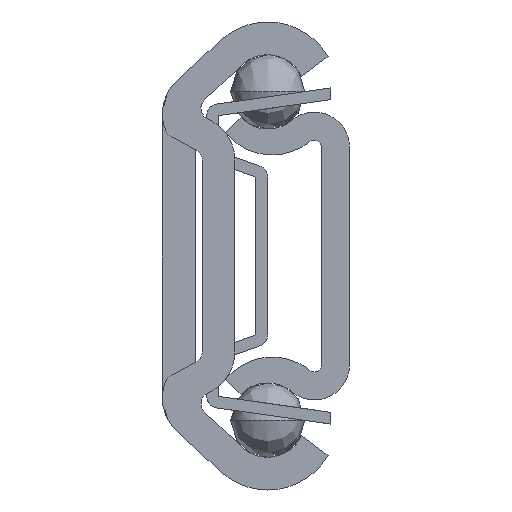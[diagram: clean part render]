
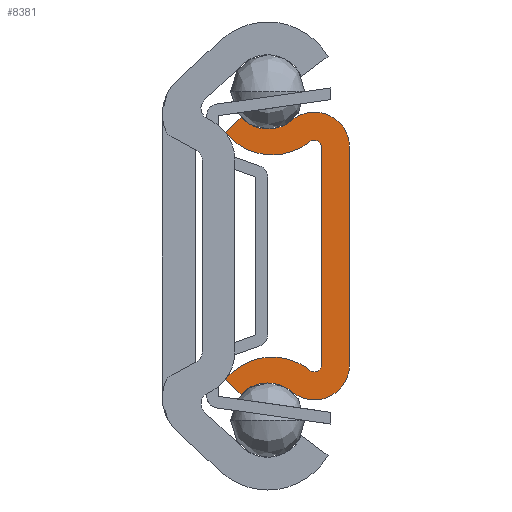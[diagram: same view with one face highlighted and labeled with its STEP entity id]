
A CAD part, left-side view. The second image highlights one B-rep face of the part: STEP entity #8381.
In plain terms, the highlighted free-form (B-spline) face has degree [1, 1] with [2, 2] control points.
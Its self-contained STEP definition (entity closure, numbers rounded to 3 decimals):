
#8218=CARTESIAN_POINT('',(-25.0,-8.265,-6.764));
#8219=CARTESIAN_POINT('',(-25.0,-2.435,-6.764));
#8220=CARTESIAN_POINT('',(-25.0,-8.265,6.764));
#8221=CARTESIAN_POINT('',(-25.0,-2.435,6.764));
#8222=B_SPLINE_SURFACE_WITH_KNOTS('',1,1,((#8218,#8220),(#8219,#8221)),.UNSPECIFIED.,.F.,.F.,.U.,(2,2),(2,2),(0.0,5.829),(0.0,13.528),.UNSPECIFIED.);
#8223=CARTESIAN_POINT('',(-25.0,-5.521,5.797));
#8224=VERTEX_POINT('',#8223);
#8225=CARTESIAN_POINT('',(-25.0,-3.361,5.907));
#8226=VERTEX_POINT('',#8225);
#8227=CARTESIAN_POINT('',(-25.0,-5.521,5.797));
#8228=CARTESIAN_POINT('',(-25.,-4.39,4.847));
#8229=CARTESIAN_POINT('',(-25.0,-3.361,5.907));
#8237=(BOUNDED_CURVE()B_SPLINE_CURVE(2,(#8227,#8228,#8229),.UNSPECIFIED.,.F.,.U.)CURVE()GEOMETRIC_REPRESENTATION_ITEM()QUASI_UNIFORM_CURVE()RATIONAL_B_SPLINE_CURVE((1.0,0.732,1.0))REPRESENTATION_ITEM(''));
#8238=EDGE_CURVE('',#8224,#8226,#8237,.T.);
#8239=ORIENTED_EDGE('',*,*,#8238,.T.);
#8240=CARTESIAN_POINT('',(-25.0,-2.7,5.265));
#8241=VERTEX_POINT('',#8240);
#8242=CARTESIAN_POINT('',(-25.0,-3.361,5.907));
#8243=CARTESIAN_POINT('',(-25.0,-2.7,5.265));
#8244=QUASI_UNIFORM_CURVE('',1,(#8242,#8243),.UNSPECIFIED.,.F.,.U.);
#8245=EDGE_CURVE('',#8226,#8241,#8244,.T.);
#8246=ORIENTED_EDGE('',*,*,#8245,.T.);
#8247=CARTESIAN_POINT('',(-25.0,-6.292,4.878));
#8248=VERTEX_POINT('',#8247);
#8249=CARTESIAN_POINT('',(-25.0,-6.292,4.878));
#8250=CARTESIAN_POINT('',(-25.,-4.304,3.293));
#8251=CARTESIAN_POINT('',(-25.0,-2.7,5.265));
#8259=(BOUNDED_CURVE()B_SPLINE_CURVE(2,(#8249,#8250,#8251),.UNSPECIFIED.,.F.,.U.)CURVE()GEOMETRIC_REPRESENTATION_ITEM()QUASI_UNIFORM_CURVE()RATIONAL_B_SPLINE_CURVE((1.0,0.711,1.0))REPRESENTATION_ITEM(''));
#8260=EDGE_CURVE('',#8248,#8241,#8259,.T.);
#8261=ORIENTED_EDGE('',*,*,#8260,.F.);
#8262=CARTESIAN_POINT('',(-25.0,-6.8,4.641));
#8263=VERTEX_POINT('',#8262);
#8264=CARTESIAN_POINT('',(-25.0,-6.292,4.878));
#8265=CARTESIAN_POINT('',(-25.,-6.443,5.004));
#8266=CARTESIAN_POINT('',(-25.0,-6.622,4.921));
#8267=CARTESIAN_POINT('',(-25.,-6.8,4.838));
#8268=CARTESIAN_POINT('',(-25.0,-6.8,4.641));
#8276=(BOUNDED_CURVE()B_SPLINE_CURVE(2,(#8264,#8265,#8266,#8267,#8268),.UNSPECIFIED.,.F.,.U.)B_SPLINE_CURVE_WITH_KNOTS((3,2,3),(0.0,0.5,1.0),.UNSPECIFIED.)CURVE()GEOMETRIC_REPRESENTATION_ITEM()RATIONAL_B_SPLINE_CURVE((1.0,0.843,1.0,0.843,1.0))REPRESENTATION_ITEM(''));
#8277=EDGE_CURVE('',#8248,#8263,#8276,.T.);
#8278=ORIENTED_EDGE('',*,*,#8277,.T.);
#8279=CARTESIAN_POINT('',(-25.0,-6.8,-4.641));
#8280=VERTEX_POINT('',#8279);
#8281=CARTESIAN_POINT('',(-25.0,-6.8,4.641));
#8282=CARTESIAN_POINT('',(-25.0,-6.8,-4.641));
#8283=QUASI_UNIFORM_CURVE('',1,(#8281,#8282),.UNSPECIFIED.,.F.,.U.);
#8284=EDGE_CURVE('',#8263,#8280,#8283,.T.);
#8285=ORIENTED_EDGE('',*,*,#8284,.T.);
#8286=CARTESIAN_POINT('',(-25.0,-6.292,-4.878));
#8287=VERTEX_POINT('',#8286);
#8288=CARTESIAN_POINT('',(-25.0,-6.8,-4.641));
#8289=CARTESIAN_POINT('',(-25.,-6.8,-4.838));
#8290=CARTESIAN_POINT('',(-25.0,-6.622,-4.921));
#8291=CARTESIAN_POINT('',(-25.,-6.443,-5.004));
#8292=CARTESIAN_POINT('',(-25.0,-6.292,-4.878));
#8300=(BOUNDED_CURVE()B_SPLINE_CURVE(2,(#8288,#8289,#8290,#8291,#8292),.UNSPECIFIED.,.F.,.U.)B_SPLINE_CURVE_WITH_KNOTS((3,2,3),(0.0,0.5,1.0),.UNSPECIFIED.)CURVE()GEOMETRIC_REPRESENTATION_ITEM()RATIONAL_B_SPLINE_CURVE((1.0,0.843,1.0,0.843,1.0))REPRESENTATION_ITEM(''));
#8301=EDGE_CURVE('',#8280,#8287,#8300,.T.);
#8302=ORIENTED_EDGE('',*,*,#8301,.T.);
#8303=CARTESIAN_POINT('',(-25.0,-2.7,-5.265));
#8304=VERTEX_POINT('',#8303);
#8305=CARTESIAN_POINT('',(-25.0,-2.7,-5.265));
#8306=CARTESIAN_POINT('',(-25.,-4.304,-3.293));
#8307=CARTESIAN_POINT('',(-25.0,-6.292,-4.878));
#8315=(BOUNDED_CURVE()B_SPLINE_CURVE(2,(#8305,#8306,#8307),.UNSPECIFIED.,.F.,.U.)CURVE()GEOMETRIC_REPRESENTATION_ITEM()QUASI_UNIFORM_CURVE()RATIONAL_B_SPLINE_CURVE((1.0,0.711,1.0))REPRESENTATION_ITEM(''));
#8316=EDGE_CURVE('',#8304,#8287,#8315,.T.);
#8317=ORIENTED_EDGE('',*,*,#8316,.F.);
#8318=CARTESIAN_POINT('',(-25.0,-3.361,-5.907));
#8319=VERTEX_POINT('',#8318);
#8320=CARTESIAN_POINT('',(-25.0,-2.7,-5.265));
#8321=CARTESIAN_POINT('',(-25.0,-3.361,-5.907));
#8322=QUASI_UNIFORM_CURVE('',1,(#8320,#8321),.UNSPECIFIED.,.F.,.U.);
#8323=EDGE_CURVE('',#8304,#8319,#8322,.T.);
#8324=ORIENTED_EDGE('',*,*,#8323,.T.);
#8325=CARTESIAN_POINT('',(-25.0,-5.521,-5.797));
#8326=VERTEX_POINT('',#8325);
#8327=CARTESIAN_POINT('',(-25.0,-3.361,-5.907));
#8328=CARTESIAN_POINT('',(-25.,-4.39,-4.847));
#8329=CARTESIAN_POINT('',(-25.0,-5.521,-5.797));
#8337=(BOUNDED_CURVE()B_SPLINE_CURVE(2,(#8327,#8328,#8329),.UNSPECIFIED.,.F.,.U.)CURVE()GEOMETRIC_REPRESENTATION_ITEM()QUASI_UNIFORM_CURVE()RATIONAL_B_SPLINE_CURVE((1.0,0.732,1.0))REPRESENTATION_ITEM(''));
#8338=EDGE_CURVE('',#8319,#8326,#8337,.T.);
#8339=ORIENTED_EDGE('',*,*,#8338,.T.);
#8340=CARTESIAN_POINT('',(-25.0,-8.0,-4.641));
#8341=VERTEX_POINT('',#8340);
#8342=CARTESIAN_POINT('',(-25.0,-8.,-4.641));
#8343=CARTESIAN_POINT('',(-25.0,-8.,-5.603));
#8344=CARTESIAN_POINT('',(-25.0,-7.129,-6.009));
#8345=CARTESIAN_POINT('',(-25.0,-6.257,-6.415));
#8346=CARTESIAN_POINT('',(-25.0,-5.521,-5.797));
#8354=(BOUNDED_CURVE()B_SPLINE_CURVE(2,(#8342,#8343,#8344,#8345,#8346),.UNSPECIFIED.,.F.,.U.)B_SPLINE_CURVE_WITH_KNOTS((3,2,3),(0.0,0.5,1.0),.UNSPECIFIED.)CURVE()GEOMETRIC_REPRESENTATION_ITEM()RATIONAL_B_SPLINE_CURVE((1.0,0.843,1.0,0.843,1.0))REPRESENTATION_ITEM(''));
#8355=EDGE_CURVE('',#8341,#8326,#8354,.T.);
#8356=ORIENTED_EDGE('',*,*,#8355,.F.);
#8357=CARTESIAN_POINT('',(-25.0,-8.,4.641));
#8358=VERTEX_POINT('',#8357);
#8359=CARTESIAN_POINT('',(-25.0,-8.0,-4.641));
#8360=CARTESIAN_POINT('',(-25.0,-8.,4.641));
#8361=QUASI_UNIFORM_CURVE('',1,(#8359,#8360),.UNSPECIFIED.,.F.,.U.);
#8362=EDGE_CURVE('',#8341,#8358,#8361,.T.);
#8363=ORIENTED_EDGE('',*,*,#8362,.T.);
#8364=CARTESIAN_POINT('',(-25.0,-5.521,5.797));
#8365=CARTESIAN_POINT('',(-25.0,-6.257,6.415));
#8366=CARTESIAN_POINT('',(-25.0,-7.129,6.009));
#8367=CARTESIAN_POINT('',(-25.0,-8.,5.603));
#8368=CARTESIAN_POINT('',(-25.0,-8.,4.641));
#8376=(BOUNDED_CURVE()B_SPLINE_CURVE(2,(#8364,#8365,#8366,#8367,#8368),.UNSPECIFIED.,.F.,.U.)B_SPLINE_CURVE_WITH_KNOTS((3,2,3),(0.0,0.5,1.0),.UNSPECIFIED.)CURVE()GEOMETRIC_REPRESENTATION_ITEM()RATIONAL_B_SPLINE_CURVE((1.0,0.843,1.0,0.843,1.0))REPRESENTATION_ITEM(''));
#8377=EDGE_CURVE('',#8224,#8358,#8376,.T.);
#8378=ORIENTED_EDGE('',*,*,#8377,.F.);
#8379=EDGE_LOOP('',(#8239,#8246,#8261,#8278,#8285,#8302,#8317,#8324,#8339,#8356,#8363,#8378));
#8380=FACE_OUTER_BOUND('',#8379,.T.);
#8381=ADVANCED_FACE('',(#8380),#8222,.F.);
